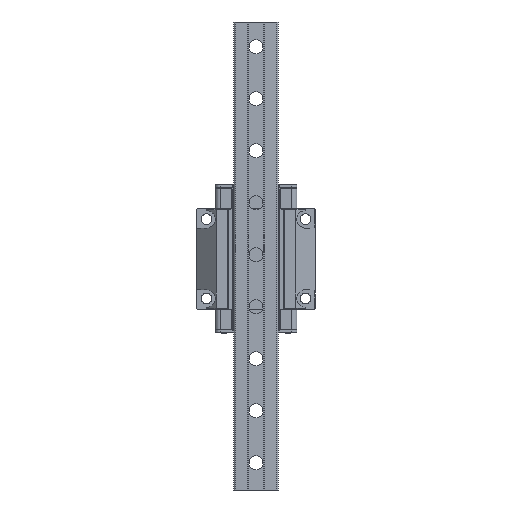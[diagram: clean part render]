
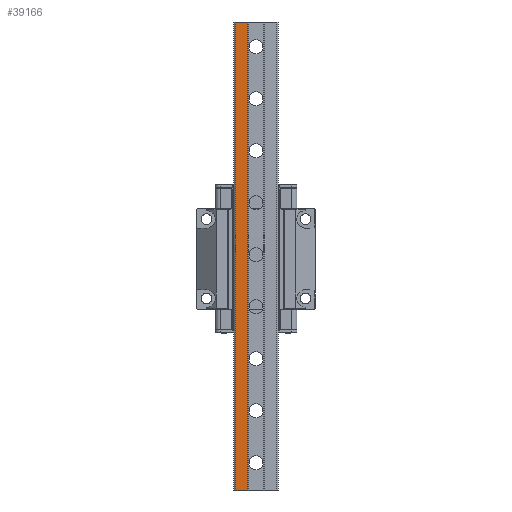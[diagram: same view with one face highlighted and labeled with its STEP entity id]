
A CAD part, front view. The second image highlights one B-rep face of the part: STEP entity #39166.
In plain terms, the highlighted planar face has unit normal (0, -1, 0).
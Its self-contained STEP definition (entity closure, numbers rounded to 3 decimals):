
#1134 = LINE ( 'NONE', #22481, #31885 ) ;
#1984 = CARTESIAN_POINT ( 'NONE',  ( 260.442, 169.511, 0. ) ) ;
#2190 = DIRECTION ( 'NONE',  ( 0., 1., 0. ) ) ;
#2948 = VERTEX_POINT ( 'NONE', #48064 ) ;
#2980 = ORIENTED_EDGE ( 'NONE', *, *, #40004, .T. ) ;
#4604 = CARTESIAN_POINT ( 'NONE',  ( 260.442, 169.511, 472.5 ) ) ;
#5776 = CARTESIAN_POINT ( 'NONE',  ( 273.142, 169.511, 472.5 ) ) ;
#6415 = VECTOR ( 'NONE', #13111, 1000. ) ;
#8684 = VERTEX_POINT ( 'NONE', #4604 ) ;
#9812 = DIRECTION ( 'NONE',  ( 0., 0., -1. ) ) ;
#11088 = DIRECTION ( 'NONE',  ( 0., 0., -1. ) ) ;
#12480 = FACE_OUTER_BOUND ( 'NONE', #23421, .T. ) ;
#13111 = DIRECTION ( 'NONE',  ( 1., 0., 0. ) ) ;
#20303 = LINE ( 'NONE', #1984, #21556 ) ;
#21556 = VECTOR ( 'NONE', #26003, 1000. ) ;
#22481 = CARTESIAN_POINT ( 'NONE',  ( 260.442, 169.511, 472.5 ) ) ;
#23421 = EDGE_LOOP ( 'NONE', ( #24636, #46713, #26650, #2980 ) ) ;
#24156 = EDGE_CURVE ( 'NONE', #43498, #2948, #51669, .T. ) ;
#24636 = ORIENTED_EDGE ( 'NONE', *, *, #30485, .T. ) ;
#26003 = DIRECTION ( 'NONE',  ( 1., 0., 0. ) ) ;
#26296 = EDGE_CURVE ( 'NONE', #8684, #43498, #38422, .T. ) ;
#26650 = ORIENTED_EDGE ( 'NONE', *, *, #26296, .F. ) ;
#27135 = VERTEX_POINT ( 'NONE', #49707 ) ;
#29085 = CARTESIAN_POINT ( 'NONE',  ( 260.442, 169.511, 472.5 ) ) ;
#29910 = CARTESIAN_POINT ( 'NONE',  ( 260.442, 169.511, 472.5 ) ) ;
#30255 = DIRECTION ( 'NONE',  ( 0., 0., 1. ) ) ;
#30485 = EDGE_CURVE ( 'NONE', #27135, #2948, #20303, .T. ) ;
#31885 = VECTOR ( 'NONE', #11088, 1000. ) ;
#32992 = AXIS2_PLACEMENT_3D ( 'NONE', #29910, #2190, #30255 ) ;
#38422 = LINE ( 'NONE', #29085, #6415 ) ;
#39166 = ADVANCED_FACE ( 'NONE', ( #12480 ), #50195, .F. ) ;
#40004 = EDGE_CURVE ( 'NONE', #8684, #27135, #1134, .T. ) ;
#43498 = VERTEX_POINT ( 'NONE', #44577 ) ;
#44577 = CARTESIAN_POINT ( 'NONE',  ( 273.142, 169.511, 472.5 ) ) ;
#46713 = ORIENTED_EDGE ( 'NONE', *, *, #24156, .F. ) ;
#48064 = CARTESIAN_POINT ( 'NONE',  ( 273.142, 169.511, 0. ) ) ;
#49707 = CARTESIAN_POINT ( 'NONE',  ( 260.442, 169.511, 0. ) ) ;
#50195 = PLANE ( 'NONE',  #32992 ) ;
#50419 = VECTOR ( 'NONE', #9812, 1000. ) ;
#51669 = LINE ( 'NONE', #5776, #50419 ) ;
